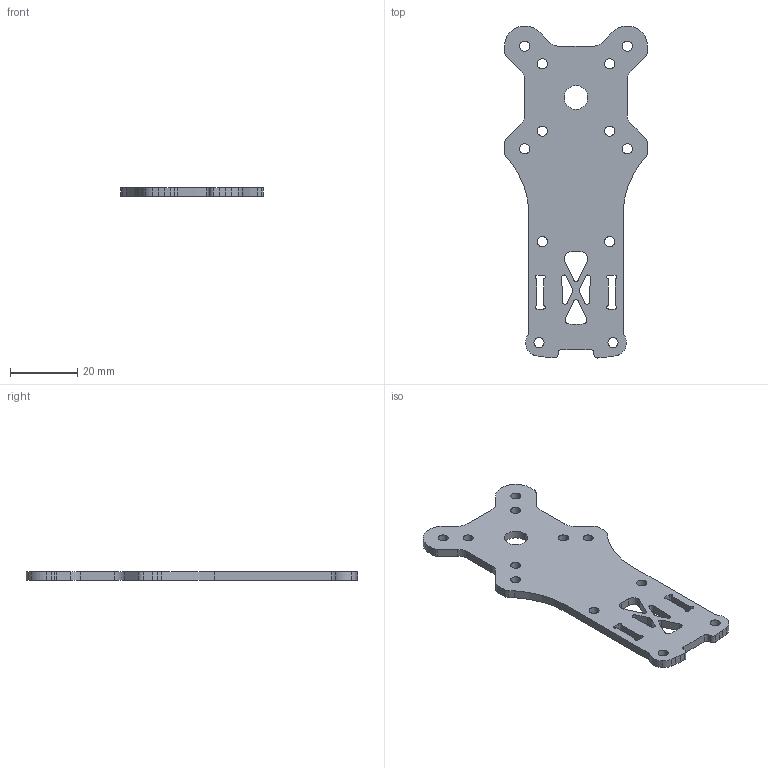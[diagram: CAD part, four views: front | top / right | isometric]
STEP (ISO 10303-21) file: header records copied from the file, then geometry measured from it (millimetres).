
FILE_DESCRIPTION((''),'2;1');
FILE_NAME('SOURCEONE_BOTTOMPLATE2_1','2023-02-05T13:55:01',('Richi'),(''),'CREO PARAMETRIC BY PTC INC, 2018500','CREO PARAMETRIC BY PTC INC, 2018500','');
FILE_SCHEMA(('CONFIG_CONTROL_DESIGN'));
Length unit declared in the file: millimetre
Products named in the file (1): SOURCEONE_BOTTOMPLATE2_1
Bounding box: 42.5 x 98.68 x 2.5 mm (x, y, z)
Volume: 6826.6 mm3; surface area: 6847.9 mm2
Topology: 1 solids, 1 shells, 128 faces, 416 edges, 290 vertices
Faces by surface type: cylinder 81, plane 47
Entity records: 4842 total; most frequent: DIRECTION 864, CARTESIAN_POINT 850, ORIENTED_EDGE 832, EDGE_CURVE 416, AXIS2_PLACEMENT_3D 324, VERTEX_POINT 290, VECTOR 216, LINE 216
